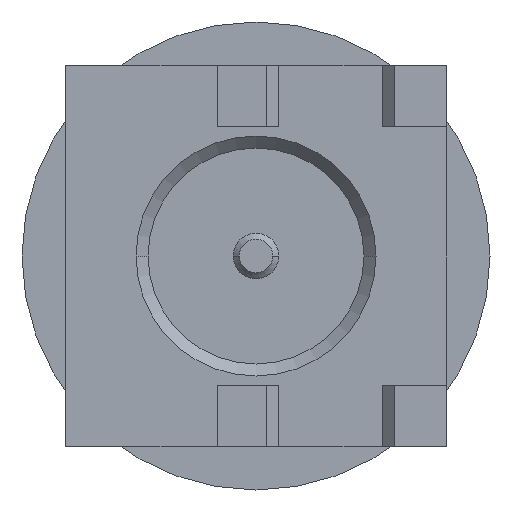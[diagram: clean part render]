
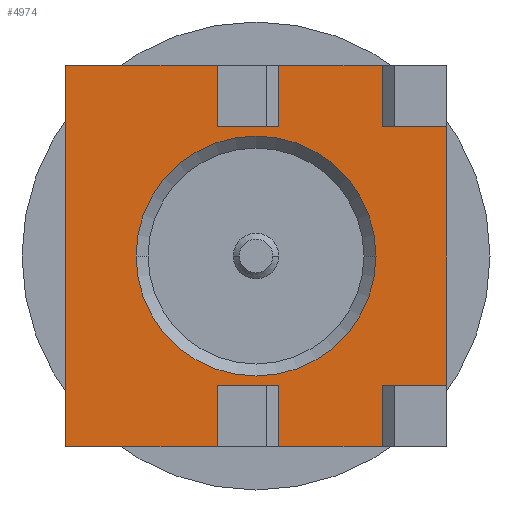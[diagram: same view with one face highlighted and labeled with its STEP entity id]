
A CAD part, front view. The second image highlights one B-rep face of the part: STEP entity #4974.
In plain terms, the highlighted planar face has unit normal (0, -1, 0).
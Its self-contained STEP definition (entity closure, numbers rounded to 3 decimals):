
#1=DIRECTION('',(-1.,0.,0.));
#2=VECTOR('',#1,1.07);
#3=CARTESIAN_POINT('',(3.175,0.,-2.155));
#4=LINE('',#3,#2);
#5=DIRECTION('',(0.,0.,1.));
#6=VECTOR('',#5,1.02);
#7=CARTESIAN_POINT('',(2.105,0.,-3.175));
#8=LINE('',#7,#6);
#9=DIRECTION('',(-1.,0.,0.));
#10=VECTOR('',#9,1.73);
#11=CARTESIAN_POINT('',(2.105,0.,-3.175));
#12=LINE('',#11,#10);
#13=DIRECTION('',(0.,0.,1.));
#14=VECTOR('',#13,1.02);
#15=CARTESIAN_POINT('',(0.375,0.,-3.175));
#16=LINE('',#15,#14);
#17=DIRECTION('',(-1.,0.,0.));
#18=VECTOR('',#17,1.02);
#19=CARTESIAN_POINT('',(0.375,0.,-2.155));
#20=LINE('',#19,#18);
#21=DIRECTION('',(0.,0.,1.));
#22=VECTOR('',#21,1.02);
#23=CARTESIAN_POINT('',(-0.645,0.,-3.175));
#24=LINE('',#23,#22);
#25=DIRECTION('',(-1.,0.,0.));
#26=VECTOR('',#25,2.53);
#27=CARTESIAN_POINT('',(-0.645,0.,-3.175));
#28=LINE('',#27,#26);
#29=DIRECTION('',(0.,0.,1.));
#30=VECTOR('',#29,6.35);
#31=CARTESIAN_POINT('',(-3.175,0.,-3.175));
#32=LINE('',#31,#30);
#33=DIRECTION('',(1.,0.,0.));
#34=VECTOR('',#33,2.53);
#35=CARTESIAN_POINT('',(-3.175,0.,3.175));
#36=LINE('',#35,#34);
#37=DIRECTION('',(0.,0.,-1.));
#38=VECTOR('',#37,1.02);
#39=CARTESIAN_POINT('',(-0.645,0.,3.175));
#40=LINE('',#39,#38);
#41=DIRECTION('',(1.,0.,0.));
#42=VECTOR('',#41,1.02);
#43=CARTESIAN_POINT('',(-0.645,0.,2.155));
#44=LINE('',#43,#42);
#45=DIRECTION('',(0.,0.,-1.));
#46=VECTOR('',#45,1.02);
#47=CARTESIAN_POINT('',(0.375,0.,3.175));
#48=LINE('',#47,#46);
#49=DIRECTION('',(1.,0.,0.));
#50=VECTOR('',#49,1.73);
#51=CARTESIAN_POINT('',(0.375,0.,3.175));
#52=LINE('',#51,#50);
#53=DIRECTION('',(0.,0.,-1.));
#54=VECTOR('',#53,1.02);
#55=CARTESIAN_POINT('',(2.105,0.,3.175));
#56=LINE('',#55,#54);
#57=DIRECTION('',(-1.,0.,0.));
#58=VECTOR('',#57,1.07);
#59=CARTESIAN_POINT('',(3.175,0.,2.155));
#60=LINE('',#59,#58);
#61=DIRECTION('',(0.,0.,-1.));
#62=VECTOR('',#61,4.31);
#63=CARTESIAN_POINT('',(3.175,0.,2.155));
#64=LINE('',#63,#62);
#65=CARTESIAN_POINT('',(0.,0.,0.));
#66=DIRECTION('',(0.,1.,0.));
#67=DIRECTION('',(-1.,0.,0.));
#68=AXIS2_PLACEMENT_3D('',#65,#66,#67);
#70=CARTESIAN_POINT('',(0.,0.,0.));
#71=DIRECTION('',(0.,1.,0.));
#72=DIRECTION('',(1.,0.,0.));
#73=AXIS2_PLACEMENT_3D('',#70,#71,#72);
#4372=CARTESIAN_POINT('',(-3.175,0.,-3.175));
#4373=CARTESIAN_POINT('',(-3.175,0.,3.175));
#4374=VERTEX_POINT('',#4372);
#4375=VERTEX_POINT('',#4373);
#4441=CARTESIAN_POINT('',(-2.,0.,0.));
#4442=CARTESIAN_POINT('',(2.,0.,0.));
#4443=VERTEX_POINT('',#4441);
#4444=VERTEX_POINT('',#4442);
#4469=CARTESIAN_POINT('',(3.175,0.,-2.155));
#4470=CARTESIAN_POINT('',(2.105,0.,-2.155));
#4471=VERTEX_POINT('',#4469);
#4472=VERTEX_POINT('',#4470);
#4473=CARTESIAN_POINT('',(2.105,0.,-3.175));
#4474=VERTEX_POINT('',#4473);
#4475=CARTESIAN_POINT('',(0.375,0.,-3.175));
#4476=CARTESIAN_POINT('',(0.375,0.,-2.155));
#4477=VERTEX_POINT('',#4475);
#4478=VERTEX_POINT('',#4476);
#4479=CARTESIAN_POINT('',(-0.645,0.,-2.155));
#4480=VERTEX_POINT('',#4479);
#4481=CARTESIAN_POINT('',(-0.645,0.,-3.175));
#4482=VERTEX_POINT('',#4481);
#4483=CARTESIAN_POINT('',(2.105,0.,3.175));
#4484=CARTESIAN_POINT('',(2.105,0.,2.155));
#4485=VERTEX_POINT('',#4483);
#4486=VERTEX_POINT('',#4484);
#4487=CARTESIAN_POINT('',(3.175,0.,2.155));
#4488=VERTEX_POINT('',#4487);
#4489=CARTESIAN_POINT('',(-0.645,0.,3.175));
#4490=CARTESIAN_POINT('',(-0.645,0.,2.155));
#4491=VERTEX_POINT('',#4489);
#4492=VERTEX_POINT('',#4490);
#4493=CARTESIAN_POINT('',(0.375,0.,2.155));
#4494=VERTEX_POINT('',#4493);
#4495=CARTESIAN_POINT('',(0.375,0.,3.175));
#4496=VERTEX_POINT('',#4495);
#4929=CARTESIAN_POINT('',(0.,0.,0.));
#4930=DIRECTION('',(0.,1.,0.));
#4931=DIRECTION('',(1.,0.,0.));
#4932=AXIS2_PLACEMENT_3D('',#4929,#4930,#4931);
#4933=PLANE('',#4932);
#4935=ORIENTED_EDGE('',*,*,#4934,.T.);
#4937=ORIENTED_EDGE('',*,*,#4936,.F.);
#4939=ORIENTED_EDGE('',*,*,#4938,.T.);
#4941=ORIENTED_EDGE('',*,*,#4940,.T.);
#4943=ORIENTED_EDGE('',*,*,#4942,.T.);
#4945=ORIENTED_EDGE('',*,*,#4944,.F.);
#4947=ORIENTED_EDGE('',*,*,#4946,.T.);
#4949=ORIENTED_EDGE('',*,*,#4948,.T.);
#4951=ORIENTED_EDGE('',*,*,#4950,.T.);
#4953=ORIENTED_EDGE('',*,*,#4952,.T.);
#4955=ORIENTED_EDGE('',*,*,#4954,.T.);
#4957=ORIENTED_EDGE('',*,*,#4956,.F.);
#4959=ORIENTED_EDGE('',*,*,#4958,.T.);
#4961=ORIENTED_EDGE('',*,*,#4960,.T.);
#4963=ORIENTED_EDGE('',*,*,#4962,.F.);
#4965=ORIENTED_EDGE('',*,*,#4964,.T.);
#4966=EDGE_LOOP('',(#4935,#4937,#4939,#4941,#4943,#4945,#4947,#4949,#4951,#4953,
#4955,#4957,#4959,#4961,#4963,#4965));
#4967=FACE_OUTER_BOUND('',#4966,.F.);
#4969=ORIENTED_EDGE('',*,*,#4968,.F.);
#4971=ORIENTED_EDGE('',*,*,#4970,.F.);
#4972=EDGE_LOOP('',(#4969,#4971));
#4973=FACE_BOUND('',#4972,.F.);
#4974=ADVANCED_FACE('',(#4967,#4973),#4933,.F.);
#69=CIRCLE('',#68,2.);
#74=CIRCLE('',#73,2.);
#4934=EDGE_CURVE('',#4471,#4472,#4,.T.);
#4936=EDGE_CURVE('',#4474,#4472,#8,.T.);
#4938=EDGE_CURVE('',#4474,#4477,#12,.T.);
#4940=EDGE_CURVE('',#4477,#4478,#16,.T.);
#4942=EDGE_CURVE('',#4478,#4480,#20,.T.);
#4944=EDGE_CURVE('',#4482,#4480,#24,.T.);
#4946=EDGE_CURVE('',#4482,#4374,#28,.T.);
#4948=EDGE_CURVE('',#4374,#4375,#32,.T.);
#4950=EDGE_CURVE('',#4375,#4491,#36,.T.);
#4952=EDGE_CURVE('',#4491,#4492,#40,.T.);
#4954=EDGE_CURVE('',#4492,#4494,#44,.T.);
#4956=EDGE_CURVE('',#4496,#4494,#48,.T.);
#4958=EDGE_CURVE('',#4496,#4485,#52,.T.);
#4960=EDGE_CURVE('',#4485,#4486,#56,.T.);
#4962=EDGE_CURVE('',#4488,#4486,#60,.T.);
#4964=EDGE_CURVE('',#4488,#4471,#64,.T.);
#4968=EDGE_CURVE('',#4443,#4444,#69,.T.);
#4970=EDGE_CURVE('',#4444,#4443,#74,.T.);
